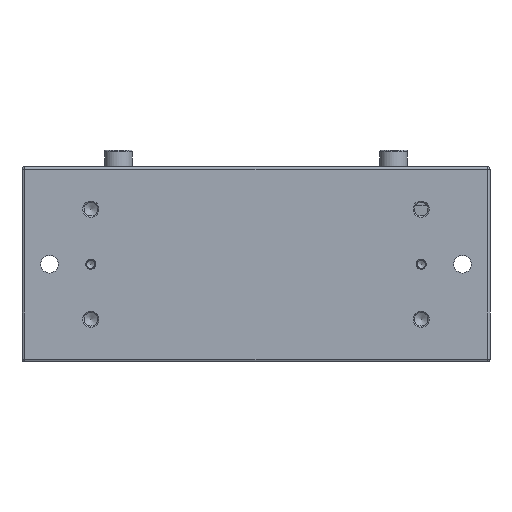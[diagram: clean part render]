
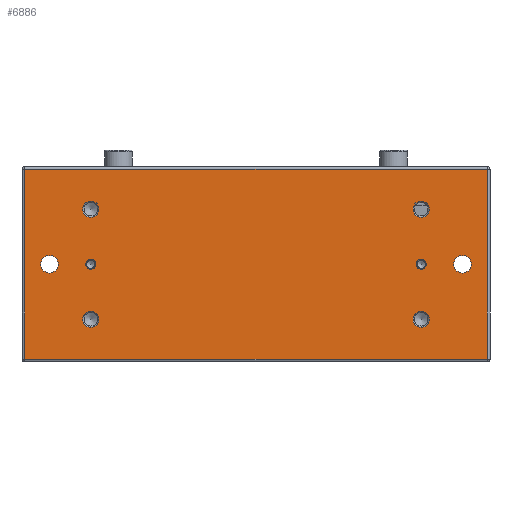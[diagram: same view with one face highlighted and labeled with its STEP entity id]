
A CAD part, front view. The second image highlights one B-rep face of the part: STEP entity #6886.
In plain terms, the highlighted planar face has unit normal (0, -1, 0).
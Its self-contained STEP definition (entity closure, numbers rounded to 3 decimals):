
#508=LINE('',#10922,#1052);
#509=LINE('',#10924,#1053);
#510=LINE('',#10926,#1054);
#511=LINE('',#10927,#1055);
#1052=VECTOR('',#8686,10.);
#1053=VECTOR('',#8687,10.);
#1054=VECTOR('',#8688,10.);
#1055=VECTOR('',#8689,10.);
#1380=FACE_BOUND('',#1960,.T.);
#1381=FACE_BOUND('',#1961,.T.);
#1382=FACE_BOUND('',#1962,.T.);
#1383=FACE_BOUND('',#1963,.T.);
#1384=FACE_BOUND('',#1964,.T.);
#1385=FACE_BOUND('',#1965,.T.);
#1386=FACE_BOUND('',#1966,.T.);
#1387=FACE_BOUND('',#1967,.T.);
#1537=FACE_OUTER_BOUND('',#1959,.T.);
#1959=EDGE_LOOP('',(#4942,#4943,#4944,#4945));
#1960=EDGE_LOOP('',(#4946));
#1961=EDGE_LOOP('',(#4947));
#1962=EDGE_LOOP('',(#4948));
#1963=EDGE_LOOP('',(#4949));
#1964=EDGE_LOOP('',(#4950));
#1965=EDGE_LOOP('',(#4951));
#1966=EDGE_LOOP('',(#4952));
#1967=EDGE_LOOP('',(#4953));
#2389=CIRCLE('',#7417,1.8);
#2392=CIRCLE('',#7421,1.8);
#2393=CIRCLE('',#7422,2.959);
#2394=CIRCLE('',#7423,2.959);
#2395=CIRCLE('',#7424,3.2);
#2396=CIRCLE('',#7425,3.2);
#2397=CIRCLE('',#7426,2.959);
#2398=CIRCLE('',#7427,2.959);
#2954=VERTEX_POINT('',#10912);
#2957=VERTEX_POINT('',#10920);
#2958=VERTEX_POINT('',#10921);
#2959=VERTEX_POINT('',#10923);
#2960=VERTEX_POINT('',#10925);
#2961=VERTEX_POINT('',#10928);
#2962=VERTEX_POINT('',#10930);
#2963=VERTEX_POINT('',#10932);
#2964=VERTEX_POINT('',#10934);
#2965=VERTEX_POINT('',#10936);
#2966=VERTEX_POINT('',#10938);
#2967=VERTEX_POINT('',#10940);
#3681=EDGE_CURVE('',#2954,#2954,#2389,.T.);
#3685=EDGE_CURVE('',#2957,#2958,#508,.T.);
#3686=EDGE_CURVE('',#2959,#2957,#509,.T.);
#3687=EDGE_CURVE('',#2960,#2959,#510,.T.);
#3688=EDGE_CURVE('',#2958,#2960,#511,.T.);
#3689=EDGE_CURVE('',#2961,#2961,#2392,.T.);
#3690=EDGE_CURVE('',#2962,#2962,#2393,.T.);
#3691=EDGE_CURVE('',#2963,#2963,#2394,.T.);
#3692=EDGE_CURVE('',#2964,#2964,#2395,.T.);
#3693=EDGE_CURVE('',#2965,#2965,#2396,.T.);
#3694=EDGE_CURVE('',#2966,#2966,#2397,.T.);
#3695=EDGE_CURVE('',#2967,#2967,#2398,.T.);
#4942=ORIENTED_EDGE('',*,*,#3685,.F.);
#4943=ORIENTED_EDGE('',*,*,#3686,.F.);
#4944=ORIENTED_EDGE('',*,*,#3687,.F.);
#4945=ORIENTED_EDGE('',*,*,#3688,.F.);
#4946=ORIENTED_EDGE('',*,*,#3689,.F.);
#4947=ORIENTED_EDGE('',*,*,#3690,.F.);
#4948=ORIENTED_EDGE('',*,*,#3691,.F.);
#4949=ORIENTED_EDGE('',*,*,#3692,.T.);
#4950=ORIENTED_EDGE('',*,*,#3693,.T.);
#4951=ORIENTED_EDGE('',*,*,#3694,.F.);
#4952=ORIENTED_EDGE('',*,*,#3695,.F.);
#4953=ORIENTED_EDGE('',*,*,#3681,.F.);
#6266=PLANE('',#7420);
#6886=ADVANCED_FACE('',(#1537,#1380,#1381,#1382,#1383,#1384,#1385,#1386,
#1387),#6266,.T.);
#7417=AXIS2_PLACEMENT_3D('',#10913,#8677,#8678);
#7420=AXIS2_PLACEMENT_3D('',#10919,#8684,#8685);
#7421=AXIS2_PLACEMENT_3D('',#10929,#8690,#8691);
#7422=AXIS2_PLACEMENT_3D('',#10931,#8692,#8693);
#7423=AXIS2_PLACEMENT_3D('',#10933,#8694,#8695);
#7424=AXIS2_PLACEMENT_3D('',#10935,#8696,#8697);
#7425=AXIS2_PLACEMENT_3D('',#10937,#8698,#8699);
#7426=AXIS2_PLACEMENT_3D('',#10939,#8700,#8701);
#7427=AXIS2_PLACEMENT_3D('',#10941,#8702,#8703);
#8677=DIRECTION('center_axis',(0.,-1.,0.));
#8678=DIRECTION('ref_axis',(-1.,0.,0.));
#8684=DIRECTION('center_axis',(0.,-1.,0.));
#8685=DIRECTION('ref_axis',(-1.,0.,0.));
#8686=DIRECTION('',(-1.,0.,0.));
#8687=DIRECTION('',(0.,0.,-1.));
#8688=DIRECTION('',(1.,0.,0.));
#8689=DIRECTION('',(0.,0.,1.));
#8690=DIRECTION('center_axis',(0.,-1.,0.));
#8691=DIRECTION('ref_axis',(-1.,0.,0.));
#8692=DIRECTION('center_axis',(0.,-1.,0.));
#8693=DIRECTION('ref_axis',(-1.,0.,0.));
#8694=DIRECTION('center_axis',(0.,-1.,0.));
#8695=DIRECTION('ref_axis',(-1.,0.,0.));
#8696=DIRECTION('center_axis',(0.,1.,0.));
#8697=DIRECTION('ref_axis',(1.,0.,0.));
#8698=DIRECTION('center_axis',(0.,1.,0.));
#8699=DIRECTION('ref_axis',(1.,0.,0.));
#8700=DIRECTION('center_axis',(0.,-1.,0.));
#8701=DIRECTION('ref_axis',(-1.,0.,0.));
#8702=DIRECTION('center_axis',(0.,-1.,0.));
#8703=DIRECTION('ref_axis',(-1.,0.,0.));
#10912=CARTESIAN_POINT('',(61.8,-80.,10.3));
#10913=CARTESIAN_POINT('Origin',(60.,-80.,10.3));
#10919=CARTESIAN_POINT('Origin',(66.,-80.,45.8));
#10920=CARTESIAN_POINT('',(84.,-80.,-24.2));
#10921=CARTESIAN_POINT('',(-84.,-80.,-24.2));
#10922=CARTESIAN_POINT('',(33.,-80.,-24.2));
#10923=CARTESIAN_POINT('',(84.,-80.,44.8));
#10924=CARTESIAN_POINT('',(84.,-80.,45.8));
#10925=CARTESIAN_POINT('',(-84.,-80.,44.8));
#10926=CARTESIAN_POINT('',(33.,-80.,44.8));
#10927=CARTESIAN_POINT('',(-84.,-80.,10.3));
#10928=CARTESIAN_POINT('',(-58.2,-80.,10.3));
#10929=CARTESIAN_POINT('Origin',(-60.,-80.,10.3));
#10930=CARTESIAN_POINT('',(62.959,-80.,30.3));
#10931=CARTESIAN_POINT('Origin',(60.,-80.,30.3));
#10932=CARTESIAN_POINT('',(-57.041,-80.,30.3));
#10933=CARTESIAN_POINT('Origin',(-60.,-80.,30.3));
#10934=CARTESIAN_POINT('',(-78.2,-80.,10.3));
#10935=CARTESIAN_POINT('Origin',(-75.,-80.,10.3));
#10936=CARTESIAN_POINT('',(71.8,-80.,10.3));
#10937=CARTESIAN_POINT('Origin',(75.,-80.,10.3));
#10938=CARTESIAN_POINT('',(-57.041,-80.,-9.7));
#10939=CARTESIAN_POINT('Origin',(-60.,-80.,-9.7));
#10940=CARTESIAN_POINT('',(62.959,-80.,-9.7));
#10941=CARTESIAN_POINT('Origin',(60.,-80.,-9.7));
